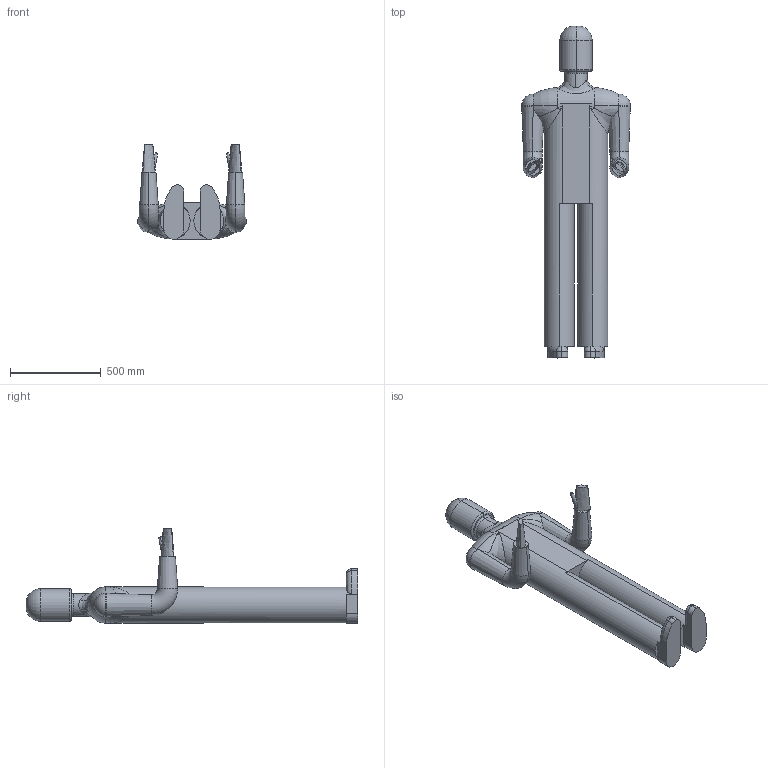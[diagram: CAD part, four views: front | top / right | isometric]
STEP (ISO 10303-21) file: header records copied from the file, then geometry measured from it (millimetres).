
FILE_DESCRIPTION (( 'STEP AP214' ), '1' );
FILE_NAME ('3D MAN.STEP', '2022-04-27T19:36:54', ( '' ), ( '' ), 'SwSTEP 2.0', 'SolidWorks 2021', '' );
FILE_SCHEMA (( 'AUTOMOTIVE_DESIGN' ));
Length unit declared in the file: millimetre
Products named in the file (1): 3D MAN
Bounding box: 600 x 1830 x 520 mm (x, y, z)
Volume: 101373785.4 mm3; surface area: 2332740.9 mm2
Topology: 1 solids, 1 shells, 113 faces, 278 edges, 164 vertices
Faces by surface type: plane 33, cylinder 26, torus 22, bspline 14, cone 14, sphere 4
Entity records: 7329 total; most frequent: CARTESIAN_POINT 4126, ORIENTED_EDGE 548, DIRECTION 530, EDGE_CURVE 274, AXIS2_PLACEMENT_3D 236, VERTEX_POINT 164, CIRCLE 136, EDGE_LOOP 114
